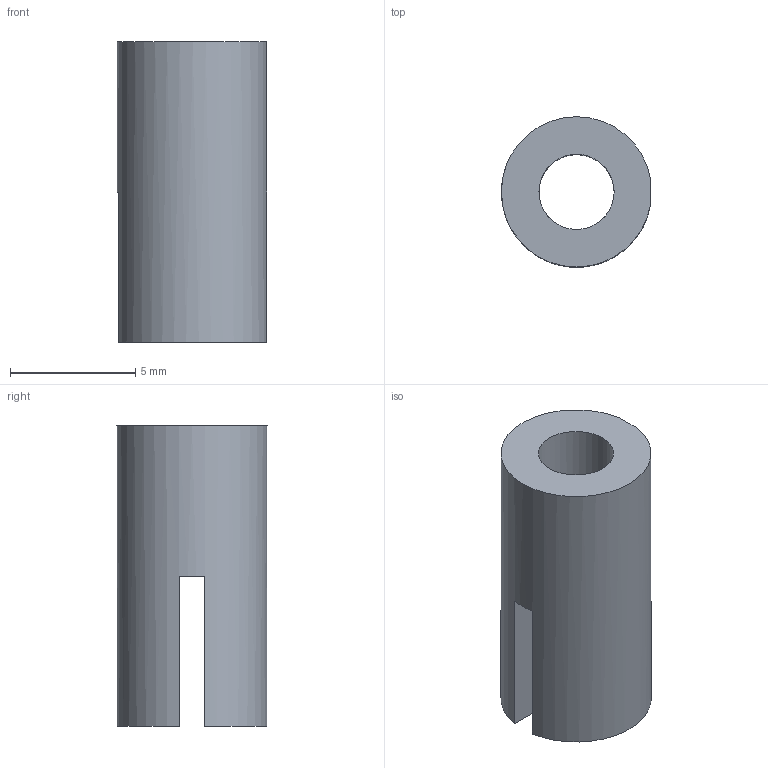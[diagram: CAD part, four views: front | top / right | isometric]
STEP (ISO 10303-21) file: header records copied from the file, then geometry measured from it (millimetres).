
FILE_DESCRIPTION(/* description */ (''),/* implementation_level */ '2;1');
FILE_NAME(/* name */ 'beam-column-2.step',/* time_stamp */ '2022-12-02T16:59:24+08:00',/* author */ (''),/* organization */ (''),/* preprocessor_version */ 'ST-DEVELOPER v19.2',/* originating_system */ 'Autodesk Translation Framework v11.17.0.187',/* authorisation */ '');
FILE_SCHEMA (('AUTOMOTIVE_DESIGN { 1 0 10303 214 3 1 1 }'));
Length unit declared in the file: millimetre
Products named in the file (1): beam-column-2
Bounding box: 5.96 x 6 x 12 mm (x, y, z)
Volume: 236.1 mm3; surface area: 394.4 mm2
Topology: 1 solids, 1 shells, 12 faces, 31 edges, 20 vertices
Faces by surface type: plane 10, cylinder 2
Full cylindrical faces by diameter (mm): 3 x1
Entity records: 406 total; most frequent: DIRECTION 67, CARTESIAN_POINT 64, ORIENTED_EDGE 62, EDGE_CURVE 31, AXIS2_PLACEMENT_3D 23, LINE 21, VECTOR 21, VERTEX_POINT 20
